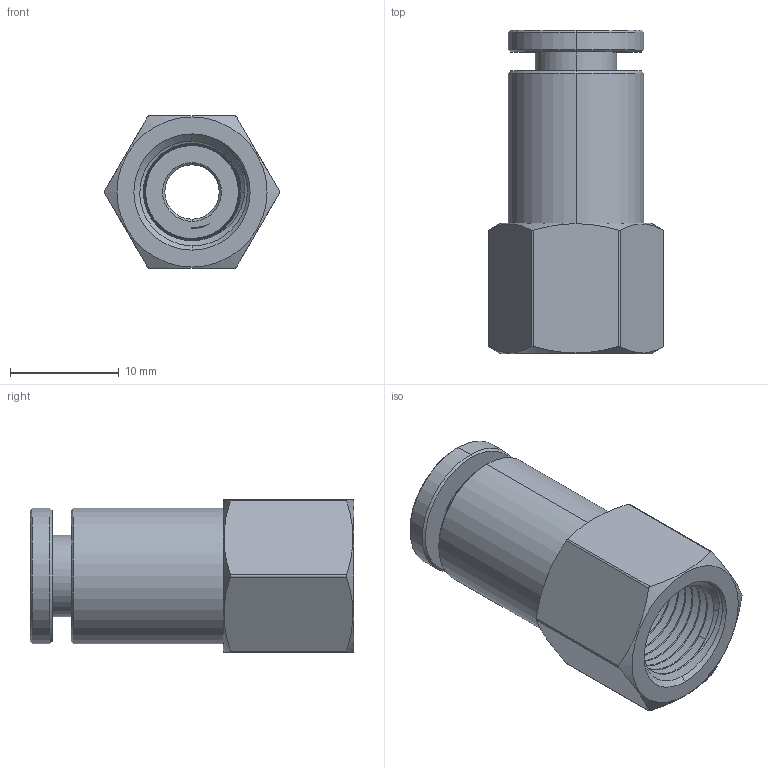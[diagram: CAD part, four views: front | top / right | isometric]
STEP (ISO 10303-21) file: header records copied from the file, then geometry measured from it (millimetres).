
FILE_DESCRIPTION (( 'STEP AP203' ), '1' );
FILE_NAME ('FCS6R1-8W.step', '2016-12-28T23:41:50', ( '' ), ( '' ), 'SwSTEP 2.0', 'SolidWorks 2016', '' );
FILE_SCHEMA (( 'CONFIG_CONTROL_DESIGN' ));
Length unit declared in the file: millimetre
Products named in the file (1): FCS6R1-8W
Bounding box: 16.1 x 29.74 x 14 mm (x, y, z)
Volume: 2667.9 mm3; surface area: 3858.7 mm2
Topology: 6 solids, 6 shells, 361 faces, 988 edges, 645 vertices
Faces by surface type: cone 137, plane 116, cylinder 66, bspline 42
Entity records: 15210 total; most frequent: CARTESIAN_POINT 6730, ORIENTED_EDGE 1976, DIRECTION 1474, EDGE_CURVE 988, VERTEX_POINT 645, AXIS2_PLACEMENT_3D 604, B_SPLINE_CURVE_WITH_KNOTS 438, EDGE_LOOP 379
